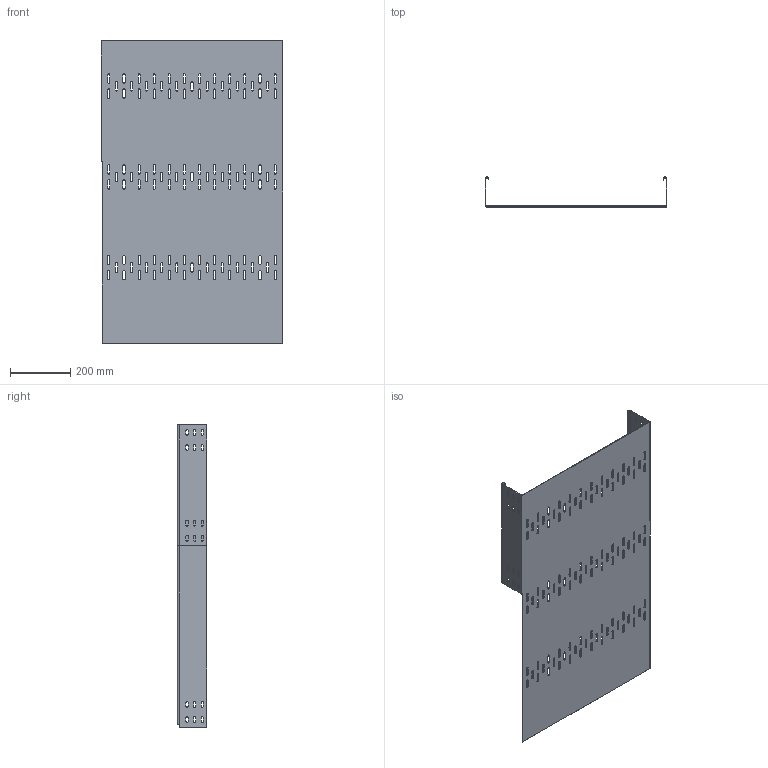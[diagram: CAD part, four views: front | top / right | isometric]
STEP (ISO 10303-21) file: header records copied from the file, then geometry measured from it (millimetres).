
FILE_DESCRIPTION (( 'STEP AP203' ), '1' );
FILE_NAME ('6061928.STEP', '2019-11-07T14:28:44', ( '' ), ( '' ), 'SwSTEP 2.0', 'SolidWorks 2018', '' );
FILE_SCHEMA (( 'CONFIG_CONTROL_DESIGN' ));
Length unit declared in the file: millimetre
Products named in the file (1): 6061928
Bounding box: 600 x 98 x 1000 mm (x, y, z)
Volume: 1448761.1 mm3; surface area: 1473452.5 mm2
Topology: 1 solids, 1 shells, 669 faces, 1985 edges, 1318 vertices
Faces by surface type: cylinder 379, plane 290
Entity records: 23242 total; most frequent: DIRECTION 4083, CARTESIAN_POINT 3973, ORIENTED_EDGE 3970, EDGE_CURVE 1985, AXIS2_PLACEMENT_3D 1428, VERTEX_POINT 1318, LINE 1227, VECTOR 1227
